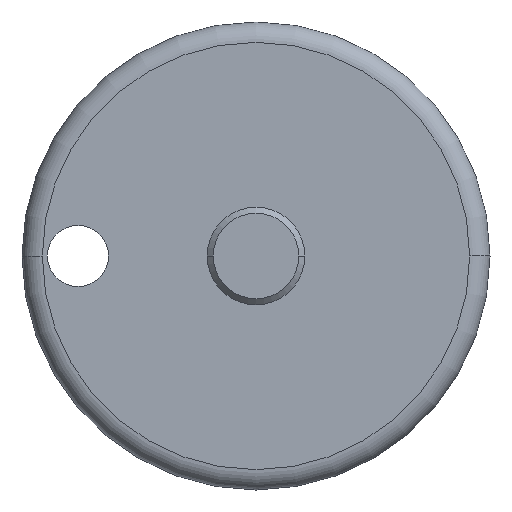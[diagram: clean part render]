
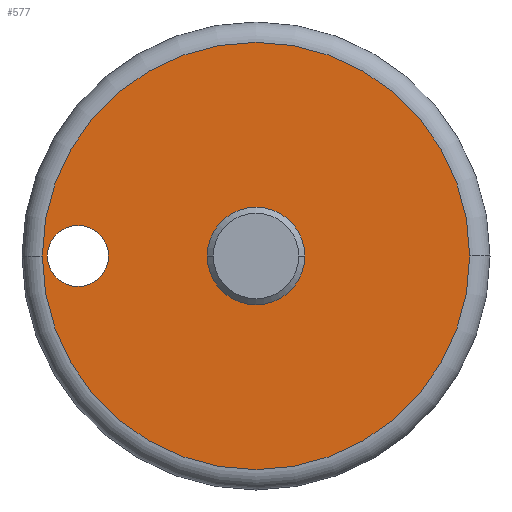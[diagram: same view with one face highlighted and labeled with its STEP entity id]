
A CAD part, left-side view. The second image highlights one B-rep face of the part: STEP entity #577.
In plain terms, the highlighted planar face has unit normal (-1, 0, 0).
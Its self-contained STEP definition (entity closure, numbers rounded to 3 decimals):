
#24 = CARTESIAN_POINT ( 'NONE',  ( -32.681, -1.679, 0. ) ) ;
#38 = CIRCLE ( 'NONE', #505, 1.5 ) ;
#44 = DIRECTION ( 'NONE',  ( 1., 0., 0. ) ) ;
#95 = DIRECTION ( 'NONE',  ( 0., 1., 0. ) ) ;
#98 = CIRCLE ( 'NONE', #216, 10.5 ) ;
#119 = FACE_BOUND ( 'NONE', #230, .T. ) ;
#126 = AXIS2_PLACEMENT_3D ( 'NONE', #773, #44, #308 ) ;
#129 = FACE_BOUND ( 'NONE', #130, .T. ) ;
#130 = EDGE_LOOP ( 'NONE', ( #905, #719 ) ) ;
#154 = VERTEX_POINT ( 'NONE', #24 ) ;
#168 = CARTESIAN_POINT ( 'NONE',  ( -32.681, 0.721, 0. ) ) ;
#208 = DIRECTION ( 'NONE',  ( -1., 0., 0. ) ) ;
#216 = AXIS2_PLACEMENT_3D ( 'NONE', #222, #1028, #1010 ) ;
#222 = CARTESIAN_POINT ( 'NONE',  ( -32.681, 0.721, 0. ) ) ;
#230 = EDGE_LOOP ( 'NONE', ( #888, #341 ) ) ;
#236 = EDGE_CURVE ( 'NONE', #394, #154, #784, .T. ) ;
#307 = DIRECTION ( 'NONE',  ( -1., 0., 0. ) ) ;
#308 = DIRECTION ( 'NONE',  ( 0., 1., 0. ) ) ;
#322 = CARTESIAN_POINT ( 'NONE',  ( -32.681, 3.121, 0. ) ) ;
#339 = EDGE_CURVE ( 'NONE', #762, #790, #38, .T. ) ;
#341 = ORIENTED_EDGE ( 'NONE', *, *, #915, .T. ) ;
#355 = CARTESIAN_POINT ( 'NONE',  ( -32.681, -9.779, 0. ) ) ;
#394 = VERTEX_POINT ( 'NONE', #322 ) ;
#418 = EDGE_CURVE ( 'NONE', #839, #669, #472, .T. ) ;
#437 = AXIS2_PLACEMENT_3D ( 'NONE', #168, #307, #899 ) ;
#443 = EDGE_LOOP ( 'NONE', ( #724, #921 ) ) ;
#470 = EDGE_CURVE ( 'NONE', #669, #839, #98, .T. ) ;
#472 = CIRCLE ( 'NONE', #644, 10.5 ) ;
#488 = AXIS2_PLACEMENT_3D ( 'NONE', #528, #953, #857 ) ;
#495 = DIRECTION ( 'NONE',  ( -1., 0., 0. ) ) ;
#503 = AXIS2_PLACEMENT_3D ( 'NONE', #985, #495, #655 ) ;
#505 = AXIS2_PLACEMENT_3D ( 'NONE', #610, #654, #1044 ) ;
#528 = CARTESIAN_POINT ( 'NONE',  ( -32.681, 12.221, 0. ) ) ;
#577 = ADVANCED_FACE ( 'NONE', ( #119, #823, #129 ), #1002, .F. ) ;
#610 = CARTESIAN_POINT ( 'NONE',  ( -32.681, 9.471, 0. ) ) ;
#629 = CARTESIAN_POINT ( 'NONE',  ( -32.681, 11.221, 0. ) ) ;
#644 = AXIS2_PLACEMENT_3D ( 'NONE', #1050, #208, #95 ) ;
#654 = DIRECTION ( 'NONE',  ( 1., 0., 0. ) ) ;
#655 = DIRECTION ( 'NONE',  ( 0., -1., 0. ) ) ;
#669 = VERTEX_POINT ( 'NONE', #355 ) ;
#715 = CARTESIAN_POINT ( 'NONE',  ( -32.681, 10.971, 0. ) ) ;
#719 = ORIENTED_EDGE ( 'NONE', *, *, #236, .F. ) ;
#724 = ORIENTED_EDGE ( 'NONE', *, *, #418, .T. ) ;
#762 = VERTEX_POINT ( 'NONE', #715 ) ;
#773 = CARTESIAN_POINT ( 'NONE',  ( -32.681, 9.471, 0. ) ) ;
#784 = CIRCLE ( 'NONE', #437, 2.4 ) ;
#790 = VERTEX_POINT ( 'NONE', #1026 ) ;
#823 = FACE_OUTER_BOUND ( 'NONE', #443, .T. ) ;
#839 = VERTEX_POINT ( 'NONE', #629 ) ;
#857 = DIRECTION ( 'NONE',  ( 0., 1., 0. ) ) ;
#859 = CIRCLE ( 'NONE', #126, 1.5 ) ;
#886 = CIRCLE ( 'NONE', #503, 2.4 ) ;
#888 = ORIENTED_EDGE ( 'NONE', *, *, #339, .T. ) ;
#899 = DIRECTION ( 'NONE',  ( 0., -1., 0. ) ) ;
#905 = ORIENTED_EDGE ( 'NONE', *, *, #983, .F. ) ;
#915 = EDGE_CURVE ( 'NONE', #790, #762, #859, .T. ) ;
#921 = ORIENTED_EDGE ( 'NONE', *, *, #470, .T. ) ;
#953 = DIRECTION ( 'NONE',  ( 1., 0., 0. ) ) ;
#983 = EDGE_CURVE ( 'NONE', #154, #394, #886, .T. ) ;
#985 = CARTESIAN_POINT ( 'NONE',  ( -32.681, 0.721, 0. ) ) ;
#1002 = PLANE ( 'NONE',  #488 ) ;
#1010 = DIRECTION ( 'NONE',  ( 0., 1., 0. ) ) ;
#1026 = CARTESIAN_POINT ( 'NONE',  ( -32.681, 7.971, 0. ) ) ;
#1028 = DIRECTION ( 'NONE',  ( -1., 0., 0. ) ) ;
#1044 = DIRECTION ( 'NONE',  ( 0., 1., 0. ) ) ;
#1050 = CARTESIAN_POINT ( 'NONE',  ( -32.681, 0.721, 0. ) ) ;
